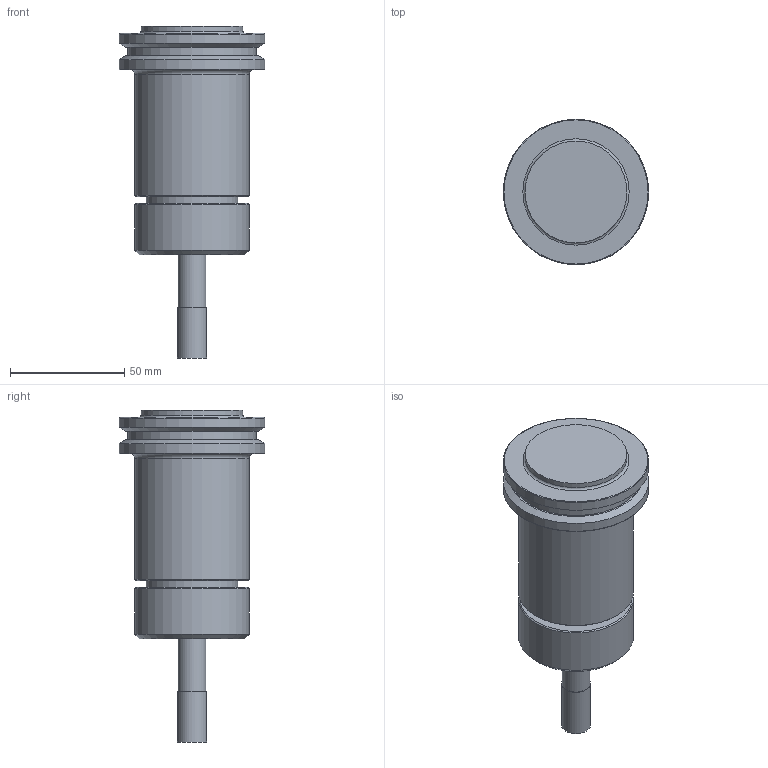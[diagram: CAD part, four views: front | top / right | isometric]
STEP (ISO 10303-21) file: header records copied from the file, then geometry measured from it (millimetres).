
FILE_DESCRIPTION( ( '' ), '1' );
FILE_NAME( 'End_Mill_12.7.stp', '2010-05-08T22:30:47', ( 'Magnus Lundgren' ), ( 'KTH-DMMS' ), 'PSStep 10.1', ' ', ' ' );
FILE_SCHEMA( ( 'automotive_design' ) );
Length unit declared in the file: millimetre
Products named in the file (1): 1
Bounding box: 63.55 x 63.55 x 145 mm (x, y, z)
Volume: 213914.6 mm3; surface area: 26039.3 mm2
Topology: 1 solids, 1 shells, 28 faces, 47 edges, 29 vertices
Faces by surface type: plane 10, cylinder 9, cone 5, torus 4
Full cylindrical faces by diameter (mm): 12.2 x1, 12.7 x1, 40 x1, 44.45 x1, 50 x2, 56.25 x1, 63.55 x2
Entity records: 794 total; most frequent: DIRECTION 112, CARTESIAN_POINT 83, AXIS2_PLACEMENT_3D 56, EDGE_LOOP 54, ORIENTED_EDGE 54, FACE_OUTER_BOUND 41, STYLED_ITEM 28, PRESENTATION_STYLE_ASSIGNMENT 28
